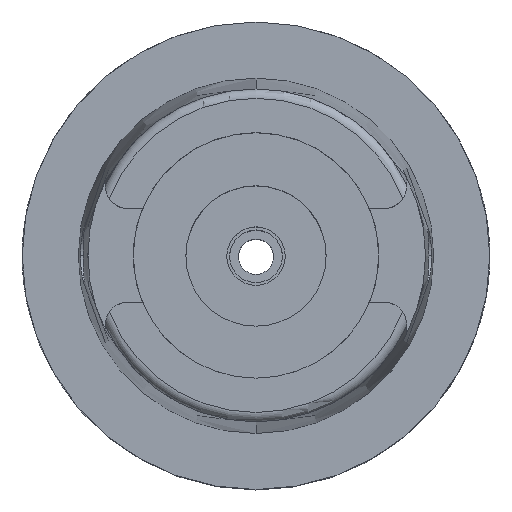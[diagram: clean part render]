
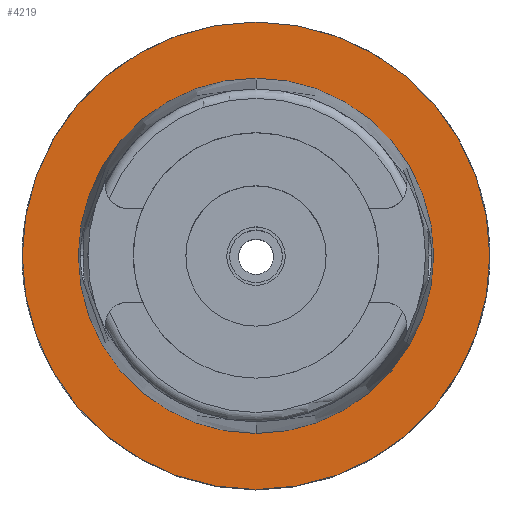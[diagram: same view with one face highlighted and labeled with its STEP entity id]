
A CAD part, top view. The second image highlights one B-rep face of the part: STEP entity #4219.
In plain terms, the highlighted planar face has unit normal (0, 0, 1).
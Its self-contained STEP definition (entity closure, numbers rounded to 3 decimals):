
#2160=CARTESIAN_POINT('',(0.,0.,0.));
#2161=DIRECTION('',(0.,0.,-1.));
#2162=DIRECTION('',(0.,-1.,0.));
#2163=AXIS2_PLACEMENT_3D('',#2160,#2161,#2162);
#2168=CARTESIAN_POINT('',(0.,0.,0.));
#2169=DIRECTION('',(0.,0.,-1.));
#2170=DIRECTION('',(0.,1.,0.));
#2171=AXIS2_PLACEMENT_3D('',#2168,#2169,#2170);
#2176=CARTESIAN_POINT('',(0.,0.,0.));
#2177=DIRECTION('',(0.,0.,1.));
#2178=DIRECTION('',(0.,-1.,0.));
#2179=AXIS2_PLACEMENT_3D('',#2176,#2177,#2178);
#2184=CARTESIAN_POINT('',(0.,0.,0.));
#2185=DIRECTION('',(0.,0.,1.));
#2186=DIRECTION('',(0.,1.,0.));
#2187=AXIS2_PLACEMENT_3D('',#2184,#2185,#2186);
#2392=CARTESIAN_POINT('',(0.,-15.2,0.));
#2393=VERTEX_POINT('',#2392);
#2394=CARTESIAN_POINT('',(0.,15.2,0.));
#2395=VERTEX_POINT('',#2394);
#2652=CARTESIAN_POINT('',(0.,20.,0.));
#2653=VERTEX_POINT('',#2652);
#2654=CARTESIAN_POINT('',(0.,-20.,0.));
#2655=VERTEX_POINT('',#2654);
#4206=CARTESIAN_POINT('',(0.,0.,0.));
#4207=DIRECTION('',(0.,0.,1.));
#4208=DIRECTION('',(0.,1.,0.));
#4209=AXIS2_PLACEMENT_3D('',#4206,#4207,#4208);
#4210=PLANE('',#4209);
#4211=ORIENTED_EDGE('',*,*,#3687,.T.);
#4212=ORIENTED_EDGE('',*,*,#4127,.T.);
#4213=EDGE_LOOP('',(#4211,#4212));
#4214=FACE_OUTER_BOUND('',#4213,.F.);
#4215=ORIENTED_EDGE('',*,*,#2878,.T.);
#4216=ORIENTED_EDGE('',*,*,#2847,.T.);
#4217=EDGE_LOOP('',(#4215,#4216));
#4218=FACE_BOUND('',#4217,.F.);
#2164=CIRCLE('',#2163,20.);
#2172=CIRCLE('',#2171,20.);
#2180=CIRCLE('',#2179,15.2);
#2188=CIRCLE('',#2187,15.2);
#2847=EDGE_CURVE('',#2395,#2393,#2188,.T.);
#2878=EDGE_CURVE('',#2393,#2395,#2180,.T.);
#3687=EDGE_CURVE('',#2655,#2653,#2164,.T.);
#4127=EDGE_CURVE('',#2653,#2655,#2172,.T.);
#4219=ADVANCED_FACE('',(#4214,#4218),#4210,.T.);
